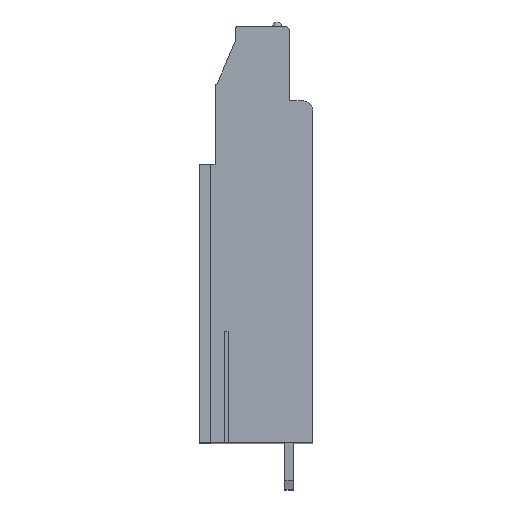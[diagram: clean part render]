
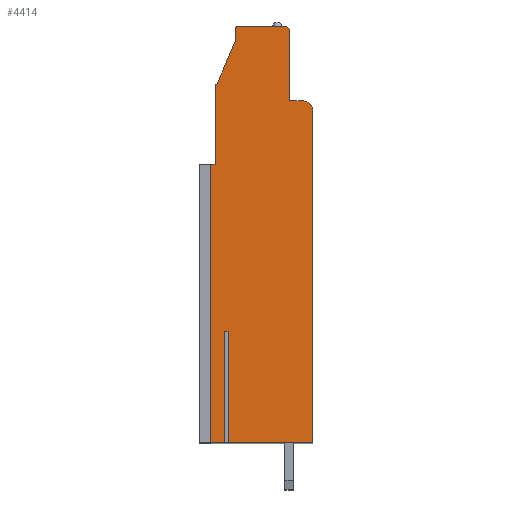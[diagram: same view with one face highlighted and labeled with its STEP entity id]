
A CAD part, top view. The second image highlights one B-rep face of the part: STEP entity #4414.
In plain terms, the highlighted planar face has unit normal (0, 0, 1).
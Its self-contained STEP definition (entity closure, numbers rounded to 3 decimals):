
#13=DIRECTION('',(0.,1.,0.));
#14=VECTOR('',#13,30.);
#15=CARTESIAN_POINT('',(-5.16,-17.199,38.1));
#16=LINE('',#15,#14);
#17=DIRECTION('',(-1.,0.,0.));
#18=VECTOR('',#17,0.5);
#19=CARTESIAN_POINT('',(-4.66,12.801,38.1));
#20=LINE('',#19,#18);
#21=DIRECTION('',(0.,-1.,0.));
#22=VECTOR('',#21,8.4);
#23=CARTESIAN_POINT('',(-4.66,21.201,38.1));
#24=LINE('',#23,#22);
#25=CARTESIAN_POINT('',(-4.46,21.201,38.1));
#26=DIRECTION('',(0.,0.,1.));
#27=DIRECTION('',(0.,1.,0.));
#28=AXIS2_PLACEMENT_3D('',#25,#26,#27);
#30=DIRECTION('',(-0.392,-0.92,0.));
#31=VECTOR('',#30,5.108);
#32=CARTESIAN_POINT('',(-2.46,26.101,38.1));
#33=LINE('',#32,#31);
#34=DIRECTION('',(0.,-1.,0.));
#35=VECTOR('',#34,1.2);
#36=CARTESIAN_POINT('',(-2.46,27.301,38.1));
#37=LINE('',#36,#35);
#38=CARTESIAN_POINT('',(-2.16,27.301,38.1));
#39=DIRECTION('',(0.,0.,1.));
#40=DIRECTION('',(0.,1.,0.));
#41=AXIS2_PLACEMENT_3D('',#38,#39,#40);
#43=DIRECTION('',(-1.,0.,0.));
#44=VECTOR('',#43,5.);
#45=CARTESIAN_POINT('',(2.84,27.601,38.1));
#46=LINE('',#45,#44);
#47=CARTESIAN_POINT('',(2.84,27.101,38.1));
#48=DIRECTION('',(0.,0.,1.));
#49=DIRECTION('',(1.,0.,0.));
#50=AXIS2_PLACEMENT_3D('',#47,#48,#49);
#52=DIRECTION('',(0.,1.,0.));
#53=VECTOR('',#52,7.5);
#54=CARTESIAN_POINT('',(3.34,19.601,38.1));
#55=LINE('',#54,#53);
#56=DIRECTION('',(-1.,0.,0.));
#57=VECTOR('',#56,1.5);
#58=CARTESIAN_POINT('',(4.84,19.601,38.1));
#59=LINE('',#58,#57);
#60=CARTESIAN_POINT('',(4.84,18.601,38.1));
#61=DIRECTION('',(0.,0.,1.));
#62=DIRECTION('',(1.,0.,0.));
#63=AXIS2_PLACEMENT_3D('',#60,#61,#62);
#65=DIRECTION('',(0.,1.,0.));
#66=VECTOR('',#65,35.8);
#67=CARTESIAN_POINT('',(5.84,-17.199,38.1));
#68=LINE('',#67,#66);
#69=DIRECTION('',(1.,0.,0.));
#70=VECTOR('',#69,9.11);
#71=CARTESIAN_POINT('',(-3.27,-17.199,38.1));
#72=LINE('',#71,#70);
#73=DIRECTION('',(0.,1.,0.));
#74=VECTOR('',#73,11.95);
#75=CARTESIAN_POINT('',(-3.27,-17.199,38.1));
#76=LINE('',#75,#74);
#77=DIRECTION('',(-1.,0.,0.));
#78=VECTOR('',#77,0.38);
#79=CARTESIAN_POINT('',(-3.27,-5.249,38.1));
#80=LINE('',#79,#78);
#81=DIRECTION('',(0.,1.,0.));
#82=VECTOR('',#81,11.95);
#83=CARTESIAN_POINT('',(-3.65,-17.199,38.1));
#84=LINE('',#83,#82);
#85=DIRECTION('',(1.,0.,0.));
#86=VECTOR('',#85,1.51);
#87=CARTESIAN_POINT('',(-5.16,-17.199,38.1));
#88=LINE('',#87,#86);
#3369=CARTESIAN_POINT('',(5.84,-17.199,38.1));
#3370=CARTESIAN_POINT('',(5.84,18.601,38.1));
#3371=VERTEX_POINT('',#3369);
#3372=VERTEX_POINT('',#3370);
#3373=CARTESIAN_POINT('',(4.84,19.601,38.1));
#3374=VERTEX_POINT('',#3373);
#3375=CARTESIAN_POINT('',(3.34,19.601,38.1));
#3376=VERTEX_POINT('',#3375);
#3377=CARTESIAN_POINT('',(3.34,27.101,38.1));
#3378=VERTEX_POINT('',#3377);
#3379=CARTESIAN_POINT('',(2.84,27.601,38.1));
#3380=VERTEX_POINT('',#3379);
#3381=CARTESIAN_POINT('',(-2.16,27.601,38.1));
#3382=VERTEX_POINT('',#3381);
#3383=CARTESIAN_POINT('',(-2.46,27.301,38.1));
#3384=VERTEX_POINT('',#3383);
#3385=CARTESIAN_POINT('',(-2.46,26.101,38.1));
#3386=VERTEX_POINT('',#3385);
#3387=CARTESIAN_POINT('',(-4.46,21.401,38.1));
#3388=VERTEX_POINT('',#3387);
#3389=CARTESIAN_POINT('',(-4.66,21.201,38.1));
#3390=VERTEX_POINT('',#3389);
#3391=CARTESIAN_POINT('',(-4.66,12.801,38.1));
#3392=VERTEX_POINT('',#3391);
#3505=CARTESIAN_POINT('',(-3.27,-5.249,38.1));
#3506=CARTESIAN_POINT('',(-3.65,-5.249,38.1));
#3507=VERTEX_POINT('',#3505);
#3508=VERTEX_POINT('',#3506);
#3509=CARTESIAN_POINT('',(-3.27,-17.199,38.1));
#3510=VERTEX_POINT('',#3509);
#3511=CARTESIAN_POINT('',(-3.65,-17.199,38.1));
#3512=VERTEX_POINT('',#3511);
#3521=CARTESIAN_POINT('',(-5.16,-17.199,38.1));
#3522=CARTESIAN_POINT('',(-5.16,12.801,38.1));
#3523=VERTEX_POINT('',#3521);
#3524=VERTEX_POINT('',#3522);
#4371=CARTESIAN_POINT('',(0.,0.,38.1));
#4372=DIRECTION('',(0.,0.,1.));
#4373=DIRECTION('',(1.,0.,0.));
#4374=AXIS2_PLACEMENT_3D('',#4371,#4372,#4373);
#4375=PLANE('',#4374);
#4377=ORIENTED_EDGE('',*,*,#4376,.T.);
#4379=ORIENTED_EDGE('',*,*,#4378,.F.);
#4381=ORIENTED_EDGE('',*,*,#4380,.F.);
#4383=ORIENTED_EDGE('',*,*,#4382,.F.);
#4385=ORIENTED_EDGE('',*,*,#4384,.F.);
#4387=ORIENTED_EDGE('',*,*,#4386,.F.);
#4389=ORIENTED_EDGE('',*,*,#4388,.F.);
#4391=ORIENTED_EDGE('',*,*,#4390,.F.);
#4393=ORIENTED_EDGE('',*,*,#4392,.F.);
#4395=ORIENTED_EDGE('',*,*,#4394,.F.);
#4397=ORIENTED_EDGE('',*,*,#4396,.F.);
#4399=ORIENTED_EDGE('',*,*,#4398,.F.);
#4401=ORIENTED_EDGE('',*,*,#4400,.F.);
#4403=ORIENTED_EDGE('',*,*,#4402,.F.);
#4405=ORIENTED_EDGE('',*,*,#4404,.T.);
#4407=ORIENTED_EDGE('',*,*,#4406,.T.);
#4409=ORIENTED_EDGE('',*,*,#4408,.F.);
#4411=ORIENTED_EDGE('',*,*,#4410,.F.);
#4412=EDGE_LOOP('',(#4377,#4379,#4381,#4383,#4385,#4387,#4389,#4391,#4393,#4395,
#4397,#4399,#4401,#4403,#4405,#4407,#4409,#4411));
#4413=FACE_OUTER_BOUND('',#4412,.F.);
#29=CIRCLE('',#28,0.2);
#42=CIRCLE('',#41,0.3);
#51=CIRCLE('',#50,0.5);
#64=CIRCLE('',#63,1.);
#4376=EDGE_CURVE('',#3523,#3524,#16,.T.);
#4378=EDGE_CURVE('',#3392,#3524,#20,.T.);
#4380=EDGE_CURVE('',#3390,#3392,#24,.T.);
#4382=EDGE_CURVE('',#3388,#3390,#29,.T.);
#4384=EDGE_CURVE('',#3386,#3388,#33,.T.);
#4386=EDGE_CURVE('',#3384,#3386,#37,.T.);
#4388=EDGE_CURVE('',#3382,#3384,#42,.T.);
#4390=EDGE_CURVE('',#3380,#3382,#46,.T.);
#4392=EDGE_CURVE('',#3378,#3380,#51,.T.);
#4394=EDGE_CURVE('',#3376,#3378,#55,.T.);
#4396=EDGE_CURVE('',#3374,#3376,#59,.T.);
#4398=EDGE_CURVE('',#3372,#3374,#64,.T.);
#4400=EDGE_CURVE('',#3371,#3372,#68,.T.);
#4402=EDGE_CURVE('',#3510,#3371,#72,.T.);
#4404=EDGE_CURVE('',#3510,#3507,#76,.T.);
#4406=EDGE_CURVE('',#3507,#3508,#80,.T.);
#4408=EDGE_CURVE('',#3512,#3508,#84,.T.);
#4410=EDGE_CURVE('',#3523,#3512,#88,.T.);
#4414=ADVANCED_FACE('',(#4413),#4375,.T.);
